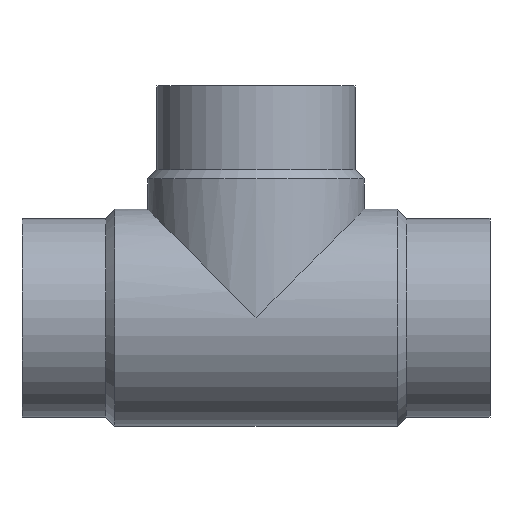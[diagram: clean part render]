
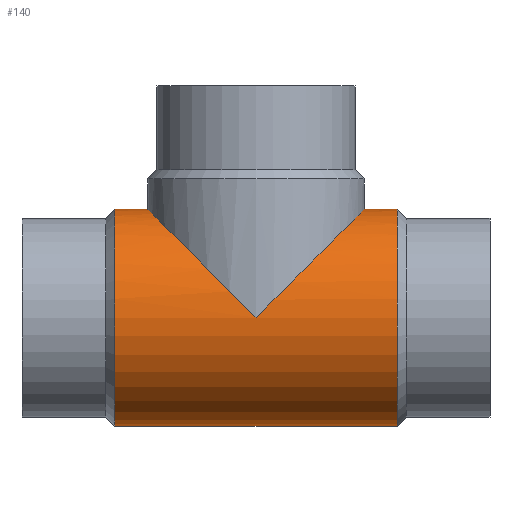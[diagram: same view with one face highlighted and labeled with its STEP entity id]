
A CAD part, top view. The second image highlights one B-rep face of the part: STEP entity #140.
In plain terms, the highlighted cylindrical face has radius 49.1 mm (diameter 98.2 mm), a partial arc.
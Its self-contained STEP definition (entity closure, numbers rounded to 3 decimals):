
#136 = VERTEX_POINT( '', #376 );
#140 = ADVANCED_FACE( '', ( #380 ), #381, .T. );
#142 = EDGE_CURVE( '', #178, #268, #383, .T. );
#156 = EDGE_CURVE( '', #224, #136, #401, .T. );
#178 = VERTEX_POINT( '', #425 );
#180 = EDGE_CURVE( '', #136, #190, #427, .T. );
#190 = VERTEX_POINT( '', #437 );
#220 = EDGE_CURVE( '', #264, #178, #470, .T. );
#224 = VERTEX_POINT( '', #474 );
#236 = EDGE_CURVE( '', #282, #264, #487, .T. );
#264 = VERTEX_POINT( '', #520 );
#268 = VERTEX_POINT( '', #524 );
#282 = VERTEX_POINT( '', #541 );
#316 = EDGE_CURVE( '', #190, #282, #579, .T. );
#344 = EDGE_CURVE( '', #224, #268, #610, .T. );
#376 = CARTESIAN_POINT( '', ( -42.1, -49.1, 0. ) );
#380 = FACE_OUTER_BOUND( '', #638, .T. );
#381 = CYLINDRICAL_SURFACE( '', #639, 49.1 );
#383 = LINE( '', #642, #643 );
#401 = LINE( '', #665, #666 );
#425 = CARTESIAN_POINT( '', ( -155.1, 49.1, 0. ) );
#427 = CIRCLE( '', #699, 49.1 );
#437 = CARTESIAN_POINT( '', ( -42.1, 49.1, 0. ) );
#470 = ELLIPSE( '', #753, 69.438, 49.1 );
#474 = CARTESIAN_POINT( '', ( -169.9, -49.1, 0. ) );
#487 = ELLIPSE( '', #775, 69.438, 49.1 );
#520 = CARTESIAN_POINT( '', ( -106., 0., 49.1 ) );
#524 = CARTESIAN_POINT( '', ( -169.9, 49.1, 0. ) );
#541 = CARTESIAN_POINT( '', ( -56.9, 49.1, 0. ) );
#579 = LINE( '', #893, #894 );
#610 = CIRCLE( '', #939, 49.1 );
#638 = EDGE_LOOP( '', ( #965, #966, #967, #968, #969, #970, #971 ) );
#639 = AXIS2_PLACEMENT_3D( '', #972, #973, #974 );
#642 = CARTESIAN_POINT( '', ( -106., 49.1, 0. ) );
#643 = VECTOR( '', #975, 1. );
#665 = CARTESIAN_POINT( '', ( -106., -49.1, 0. ) );
#666 = VECTOR( '', #1013, 1. );
#699 = AXIS2_PLACEMENT_3D( '', #1030, #1031, #1032 );
#753 = AXIS2_PLACEMENT_3D( '', #1083, #1084, #1085 );
#775 = AXIS2_PLACEMENT_3D( '', #1102, #1103, #1104 );
#893 = CARTESIAN_POINT( '', ( -106., 49.1, 0. ) );
#894 = VECTOR( '', #1233, 1. );
#939 = AXIS2_PLACEMENT_3D( '', #1270, #1271, #1272 );
#965 = ORIENTED_EDGE( '', *, *, #316, .T. );
#966 = ORIENTED_EDGE( '', *, *, #236, .T. );
#967 = ORIENTED_EDGE( '', *, *, #220, .T. );
#968 = ORIENTED_EDGE( '', *, *, #142, .T. );
#969 = ORIENTED_EDGE( '', *, *, #344, .F. );
#970 = ORIENTED_EDGE( '', *, *, #156, .T. );
#971 = ORIENTED_EDGE( '', *, *, #180, .T. );
#972 = CARTESIAN_POINT( '', ( -106., 0., 0. ) );
#973 = DIRECTION( '', ( 1., 0., 0. ) );
#974 = DIRECTION( '', ( 0., 1., 0. ) );
#975 = DIRECTION( '', ( -1., 0., 0. ) );
#1013 = DIRECTION( '', ( 1., 0., 0. ) );
#1030 = CARTESIAN_POINT( '', ( -42.1, 0., 0. ) );
#1031 = DIRECTION( '', ( -1., 0., 0. ) );
#1032 = DIRECTION( '', ( 0., 1., 0. ) );
#1083 = CARTESIAN_POINT( '', ( -106., 0., 0. ) );
#1084 = DIRECTION( '', ( -0.707, -0.707, 0. ) );
#1085 = DIRECTION( '', ( 0.707, -0.707, 0. ) );
#1102 = CARTESIAN_POINT( '', ( -106., 0., 0. ) );
#1103 = DIRECTION( '', ( 0.707, -0.707, 0. ) );
#1104 = DIRECTION( '', ( 0.707, 0.707, 0. ) );
#1233 = DIRECTION( '', ( -1., 0., 0. ) );
#1270 = CARTESIAN_POINT( '', ( -169.9, 0., 0. ) );
#1271 = DIRECTION( '', ( -1., 0., 0. ) );
#1272 = DIRECTION( '', ( 0., 1., 0. ) );
